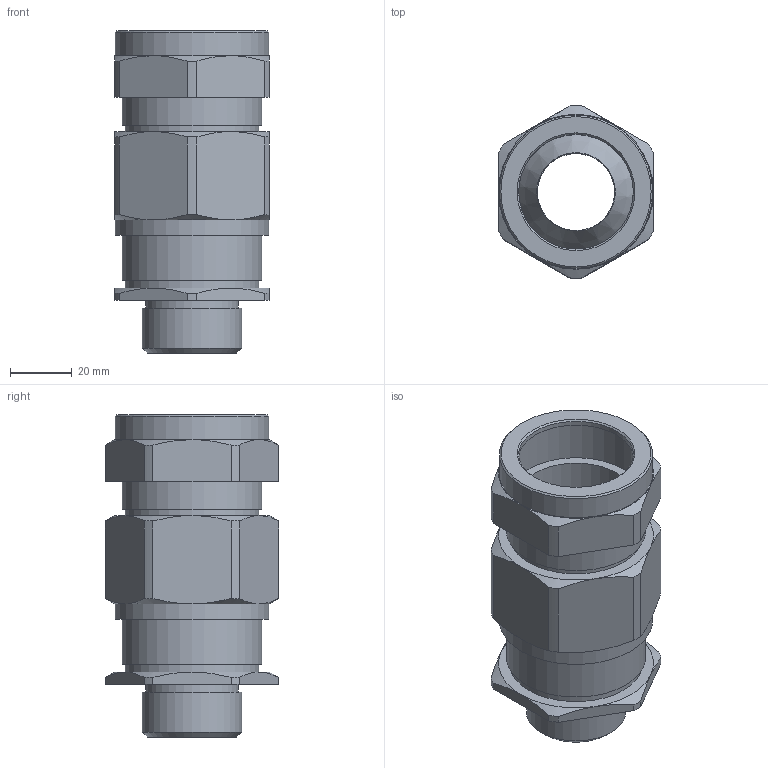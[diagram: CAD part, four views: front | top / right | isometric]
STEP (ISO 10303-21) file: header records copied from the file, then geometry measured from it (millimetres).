
FILE_DESCRIPTION((''),'2;1');
FILE_NAME('КОВ32МН.stp','2021-06-11T15:28:58',('v.v.tulinov'),(''),'Autodesk Inventor 2012','Autodesk Inventor 2012','');
FILE_SCHEMA(('AUTOMOTIVE_DESIGN { 1 0 10303 214 1 1 1 1 }'));
Length unit declared in the file: millimetre
Products named in the file (6): FECA(параметрическая); FECA32IB-Корпус кабельного ввода; FECA32_B-ВТУЛКА; FECA32_B-Кольцо брони кабельного ввода; FECA4_B_M2-Корпус промежуточный кабельного ввода; FEC4_B-Гайка
Assembly tree (5 placements, depth 2):
  FECA(параметрическая)
    FECA32IB-Корпус кабельного ввода
    FECA32_B-ВТУЛКА
    FECA32_B-Кольцо брони кабельного ввода
    FECA4_B_M2-Корпус промежуточный кабельного ввода
    FEC4_B-Гайка
Bounding box: 50 x 55.99 x 104 mm (x, y, z)
Volume: 88583.7 mm3; surface area: 46487.2 mm2
Topology: 5 solids, 5 shells, 114 faces, 243 edges, 152 vertices
Faces by surface type: plane 41, cylinder 38, cone 35
Full cylindrical faces by diameter (mm): 25 x2, 30 x1, 32 x1, 32.5 x1, 32.8 x1, 37 x3, 42.5 x2, 42.8 x1, 43 x2, 43.376 x2, 45 x2, 49.5 x2
Entity records: 3147 total; most frequent: CARTESIAN_POINT 575, DIRECTION 520, ORIENTED_EDGE 414, AXIS2_PLACEMENT_3D 236, EDGE_CURVE 207, EDGE_LOOP 168, VERTEX_POINT 147, STYLED_ITEM 119
